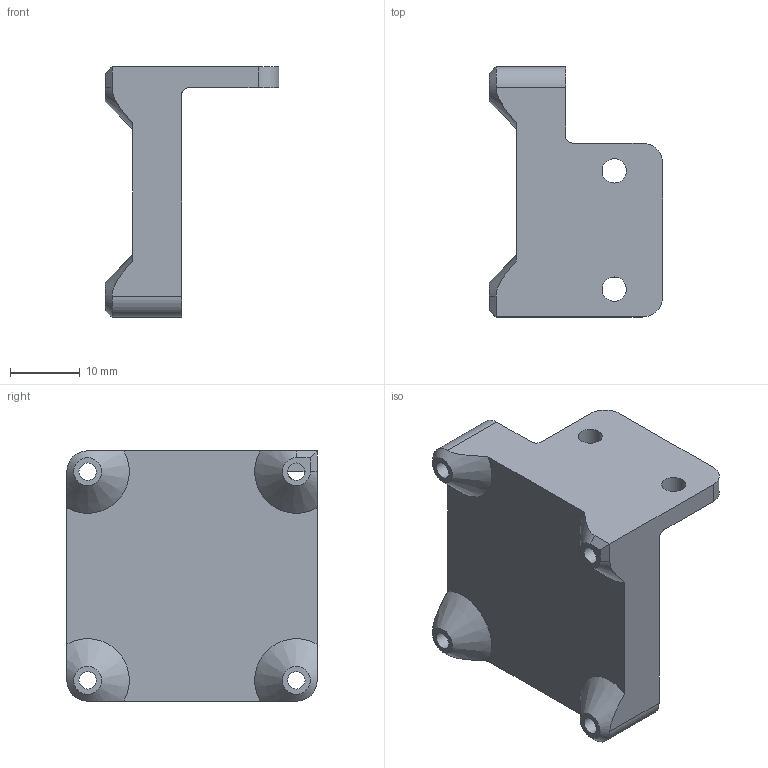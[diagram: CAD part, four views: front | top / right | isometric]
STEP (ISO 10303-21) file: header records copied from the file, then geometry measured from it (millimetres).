
FILE_DESCRIPTION(/* description */ (''),/* implementation_level */ '2;1');
FILE_NAME(/* name */ 'powerboardmount v1.step',/* time_stamp */ '2022-01-14T14:14:51-05:00',/* author */ (''),/* organization */ (''),/* preprocessor_version */ 'ST-DEVELOPER v18.1',/* originating_system */ 'Autodesk Translation Framework v10.10.0.1391',/* authorisation */ '');
FILE_SCHEMA (('AUTOMOTIVE_DESIGN { 1 0 10303 214 3 1 1 }'));
Length unit declared in the file: millimetre
Products named in the file (1): powerboardmount
Bounding box: 25 x 36 x 36 mm (x, y, z)
Volume: 10467.5 mm3; surface area: 4891.7 mm2
Topology: 1 solids, 1 shells, 34 faces, 94 edges, 61 vertices
Faces by surface type: plane 16, cylinder 14, cone 4
Full cylindrical faces by diameter (mm): 2.5 x4, 3.5 x2
Entity records: 1160 total; most frequent: CARTESIAN_POINT 228, DIRECTION 189, ORIENTED_EDGE 188, EDGE_CURVE 94, AXIS2_PLACEMENT_3D 70, VERTEX_POINT 61, LINE 49, VECTOR 49
